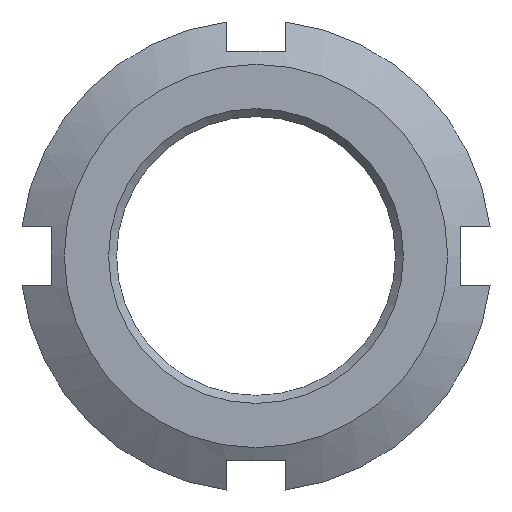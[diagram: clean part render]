
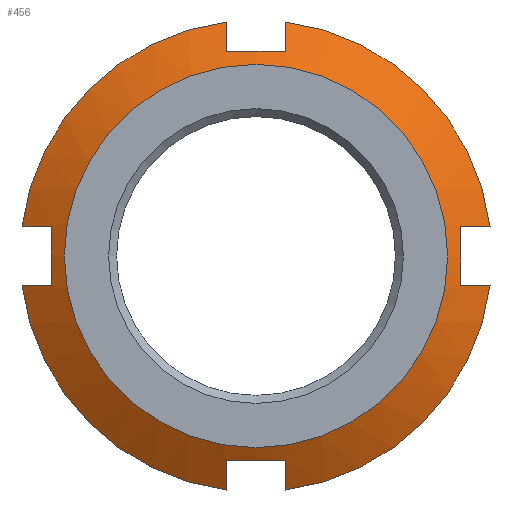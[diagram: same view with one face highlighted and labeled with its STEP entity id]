
A CAD part, left-side view. The second image highlights one B-rep face of the part: STEP entity #456.
In plain terms, the highlighted conical face has half-angle 60 degrees and reference radius 16 mm.
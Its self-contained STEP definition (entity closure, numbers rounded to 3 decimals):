
#22=CONICAL_SURFACE('',#512,16.,1.047);
#104=CIRCLE('',#492,16.);
#105=CIRCLE('',#494,16.);
#106=CIRCLE('',#496,16.);
#108=CIRCLE('',#499,13.);
#114=CIRCLE('',#511,16.);
#172=ORIENTED_EDGE('',*,*,#267,.T.);
#173=ORIENTED_EDGE('',*,*,#290,.F.);
#174=ORIENTED_EDGE('',*,*,#291,.F.);
#175=ORIENTED_EDGE('',*,*,#292,.F.);
#176=ORIENTED_EDGE('',*,*,#259,.F.);
#177=ORIENTED_EDGE('',*,*,#293,.F.);
#178=ORIENTED_EDGE('',*,*,#294,.F.);
#179=ORIENTED_EDGE('',*,*,#295,.F.);
#180=ORIENTED_EDGE('',*,*,#262,.F.);
#181=ORIENTED_EDGE('',*,*,#296,.F.);
#182=ORIENTED_EDGE('',*,*,#297,.F.);
#183=ORIENTED_EDGE('',*,*,#298,.F.);
#184=ORIENTED_EDGE('',*,*,#265,.F.);
#185=ORIENTED_EDGE('',*,*,#299,.F.);
#186=ORIENTED_EDGE('',*,*,#300,.F.);
#187=ORIENTED_EDGE('',*,*,#301,.F.);
#188=ORIENTED_EDGE('',*,*,#288,.F.);
#259=EDGE_CURVE('',#323,#322,#104,.T.);
#262=EDGE_CURVE('',#325,#324,#105,.T.);
#265=EDGE_CURVE('',#327,#326,#106,.T.);
#267=EDGE_CURVE('',#329,#329,#108,.T.);
#288=EDGE_CURVE('',#345,#346,#114,.T.);
#290=EDGE_CURVE('',#347,#345,#363,.T.);
#291=EDGE_CURVE('',#348,#347,#364,.T.);
#292=EDGE_CURVE('',#322,#348,#365,.T.);
#293=EDGE_CURVE('',#349,#323,#366,.T.);
#294=EDGE_CURVE('',#350,#349,#367,.T.);
#295=EDGE_CURVE('',#324,#350,#368,.T.);
#296=EDGE_CURVE('',#351,#325,#369,.T.);
#297=EDGE_CURVE('',#352,#351,#370,.T.);
#298=EDGE_CURVE('',#326,#352,#371,.T.);
#299=EDGE_CURVE('',#353,#327,#372,.T.);
#300=EDGE_CURVE('',#354,#353,#373,.T.);
#301=EDGE_CURVE('',#346,#354,#374,.T.);
#322=VERTEX_POINT('',#695);
#323=VERTEX_POINT('',#697);
#324=VERTEX_POINT('',#701);
#325=VERTEX_POINT('',#703);
#326=VERTEX_POINT('',#707);
#327=VERTEX_POINT('',#709);
#329=VERTEX_POINT('',#715);
#345=VERTEX_POINT('',#765);
#346=VERTEX_POINT('',#767);
#347=VERTEX_POINT('',#774);
#348=VERTEX_POINT('',#779);
#349=VERTEX_POINT('',#788);
#350=VERTEX_POINT('',#793);
#351=VERTEX_POINT('',#802);
#352=VERTEX_POINT('',#807);
#353=VERTEX_POINT('',#816);
#354=VERTEX_POINT('',#821);
#363=B_SPLINE_CURVE_WITH_KNOTS('',3,(#770,#771,#772,#773),.UNSPECIFIED.,
 .F.,.F.,(4,4),(0.003,0.005),.UNSPECIFIED.);
#364=B_SPLINE_CURVE_WITH_KNOTS('',3,(#775,#776,#777,#778),.UNSPECIFIED.,
 .F.,.F.,(4,4),(0.004,0.008),.UNSPECIFIED.);
#365=B_SPLINE_CURVE_WITH_KNOTS('',3,(#780,#781,#782,#783),.UNSPECIFIED.,
 .F.,.F.,(4,4),(0.003,0.006),.UNSPECIFIED.);
#366=B_SPLINE_CURVE_WITH_KNOTS('',3,(#784,#785,#786,#787),.UNSPECIFIED.,
 .F.,.F.,(4,4),(0.003,0.005),.UNSPECIFIED.);
#367=B_SPLINE_CURVE_WITH_KNOTS('',3,(#789,#790,#791,#792),.UNSPECIFIED.,
 .F.,.F.,(4,4),(0.004,0.008),.UNSPECIFIED.);
#368=B_SPLINE_CURVE_WITH_KNOTS('',3,(#794,#795,#796,#797),.UNSPECIFIED.,
 .F.,.F.,(4,4),(0.003,0.006),.UNSPECIFIED.);
#369=B_SPLINE_CURVE_WITH_KNOTS('',3,(#798,#799,#800,#801),.UNSPECIFIED.,
 .F.,.F.,(4,4),(0.003,0.005),.UNSPECIFIED.);
#370=B_SPLINE_CURVE_WITH_KNOTS('',3,(#803,#804,#805,#806),.UNSPECIFIED.,
 .F.,.F.,(4,4),(0.004,0.008),.UNSPECIFIED.);
#371=B_SPLINE_CURVE_WITH_KNOTS('',3,(#808,#809,#810,#811),.UNSPECIFIED.,
 .F.,.F.,(4,4),(0.003,0.006),.UNSPECIFIED.);
#372=B_SPLINE_CURVE_WITH_KNOTS('',3,(#812,#813,#814,#815),.UNSPECIFIED.,
 .F.,.F.,(4,4),(0.003,0.005),.UNSPECIFIED.);
#373=B_SPLINE_CURVE_WITH_KNOTS('',3,(#817,#818,#819,#820),.UNSPECIFIED.,
 .F.,.F.,(4,4),(0.004,0.008),.UNSPECIFIED.);
#374=B_SPLINE_CURVE_WITH_KNOTS('',3,(#822,#823,#824,#825),.UNSPECIFIED.,
 .F.,.F.,(4,4),(0.003,0.006),.UNSPECIFIED.);
#393=EDGE_LOOP('',(#172));
#394=EDGE_LOOP('',(#173,#174,#175,#176,#177,#178,#179,#180,#181,#182,#183,
#184,#185,#186,#187,#188));
#425=FACE_BOUND('',#393,.T.);
#426=FACE_BOUND('',#394,.T.);
#456=ADVANCED_FACE('',(#425,#426),#22,.T.);
#492=AXIS2_PLACEMENT_3D('',#698,#549,#550);
#494=AXIS2_PLACEMENT_3D('',#704,#555,#556);
#496=AXIS2_PLACEMENT_3D('',#710,#561,#562);
#499=AXIS2_PLACEMENT_3D('',#714,#567,#568);
#511=AXIS2_PLACEMENT_3D('',#766,#604,#605);
#512=AXIS2_PLACEMENT_3D('',#769,#607,#608);
#549=DIRECTION('',(1.,0.,0.));
#550=DIRECTION('',(0.,0.,-1.));
#555=DIRECTION('',(1.,0.,0.));
#556=DIRECTION('',(0.,0.,-1.));
#561=DIRECTION('',(1.,0.,0.));
#562=DIRECTION('',(0.,0.,-1.));
#567=DIRECTION('',(1.,0.,0.));
#568=DIRECTION('',(0.,0.,-1.));
#604=DIRECTION('',(1.,0.,0.));
#605=DIRECTION('',(0.,0.,-1.));
#607=DIRECTION('',(1.,0.,0.));
#608=DIRECTION('',(0.,0.,-1.));
#695=CARTESIAN_POINT('',(1.732,15.875,-2.));
#697=CARTESIAN_POINT('',(1.732,2.,-15.875));
#698=CARTESIAN_POINT('',(1.732,0.,0.));
#701=CARTESIAN_POINT('',(1.732,-2.,-15.875));
#703=CARTESIAN_POINT('',(1.732,-15.875,-2.));
#704=CARTESIAN_POINT('',(1.732,0.,0.));
#707=CARTESIAN_POINT('',(1.732,-15.875,2.));
#709=CARTESIAN_POINT('',(1.732,-2.,15.875));
#710=CARTESIAN_POINT('',(1.732,0.,0.));
#714=CARTESIAN_POINT('',(0.,0.,0.));
#715=CARTESIAN_POINT('',(0.,0.,-13.));
#765=CARTESIAN_POINT('',(1.732,15.875,2.));
#766=CARTESIAN_POINT('',(1.732,0.,0.));
#767=CARTESIAN_POINT('',(1.732,2.,15.875));
#769=CARTESIAN_POINT('',(1.732,0.,0.));
#770=CARTESIAN_POINT('',(0.588,13.875,2.));
#771=CARTESIAN_POINT('',(0.969,14.541,2.));
#772=CARTESIAN_POINT('',(1.35,15.208,2.));
#773=CARTESIAN_POINT('',(1.732,15.875,2.));
#774=CARTESIAN_POINT('',(0.588,13.875,2.));
#775=CARTESIAN_POINT('',(0.588,13.875,-2.));
#776=CARTESIAN_POINT('',(0.479,13.875,-0.676));
#777=CARTESIAN_POINT('',(0.477,13.875,0.659));
#778=CARTESIAN_POINT('',(0.588,13.875,2.));
#779=CARTESIAN_POINT('',(0.588,13.875,-2.));
#780=CARTESIAN_POINT('',(1.732,15.875,-2.));
#781=CARTESIAN_POINT('',(1.35,15.208,-2.));
#782=CARTESIAN_POINT('',(0.969,14.541,-2.));
#783=CARTESIAN_POINT('',(0.588,13.875,-2.));
#784=CARTESIAN_POINT('',(0.588,2.,-13.875));
#785=CARTESIAN_POINT('',(0.969,2.,-14.541));
#786=CARTESIAN_POINT('',(1.35,2.,-15.208));
#787=CARTESIAN_POINT('',(1.732,2.,-15.875));
#788=CARTESIAN_POINT('',(0.588,2.,-13.875));
#789=CARTESIAN_POINT('',(0.588,-2.,-13.875));
#790=CARTESIAN_POINT('',(0.479,-0.676,-13.875));
#791=CARTESIAN_POINT('',(0.477,0.659,-13.875));
#792=CARTESIAN_POINT('',(0.588,2.,-13.875));
#793=CARTESIAN_POINT('',(0.588,-2.,-13.875));
#794=CARTESIAN_POINT('',(1.732,-2.,-15.875));
#795=CARTESIAN_POINT('',(1.35,-2.,-15.208));
#796=CARTESIAN_POINT('',(0.969,-2.,-14.541));
#797=CARTESIAN_POINT('',(0.588,-2.,-13.875));
#798=CARTESIAN_POINT('',(0.588,-13.875,-2.));
#799=CARTESIAN_POINT('',(0.969,-14.541,-2.));
#800=CARTESIAN_POINT('',(1.35,-15.208,-2.));
#801=CARTESIAN_POINT('',(1.732,-15.875,-2.));
#802=CARTESIAN_POINT('',(0.588,-13.875,-2.));
#803=CARTESIAN_POINT('',(0.588,-13.875,2.));
#804=CARTESIAN_POINT('',(0.479,-13.875,0.676));
#805=CARTESIAN_POINT('',(0.477,-13.875,-0.659));
#806=CARTESIAN_POINT('',(0.588,-13.875,-2.));
#807=CARTESIAN_POINT('',(0.588,-13.875,2.));
#808=CARTESIAN_POINT('',(1.732,-15.875,2.));
#809=CARTESIAN_POINT('',(1.35,-15.208,2.));
#810=CARTESIAN_POINT('',(0.969,-14.541,2.));
#811=CARTESIAN_POINT('',(0.588,-13.875,2.));
#812=CARTESIAN_POINT('',(0.588,-2.,13.875));
#813=CARTESIAN_POINT('',(0.969,-2.,14.541));
#814=CARTESIAN_POINT('',(1.35,-2.,15.208));
#815=CARTESIAN_POINT('',(1.732,-2.,15.875));
#816=CARTESIAN_POINT('',(0.588,-2.,13.875));
#817=CARTESIAN_POINT('',(0.588,2.,13.875));
#818=CARTESIAN_POINT('',(0.479,0.676,13.875));
#819=CARTESIAN_POINT('',(0.477,-0.659,13.875));
#820=CARTESIAN_POINT('',(0.588,-2.,13.875));
#821=CARTESIAN_POINT('',(0.588,2.,13.875));
#822=CARTESIAN_POINT('',(1.732,2.,15.875));
#823=CARTESIAN_POINT('',(1.35,2.,15.208));
#824=CARTESIAN_POINT('',(0.969,2.,14.541));
#825=CARTESIAN_POINT('',(0.588,2.,13.875));
